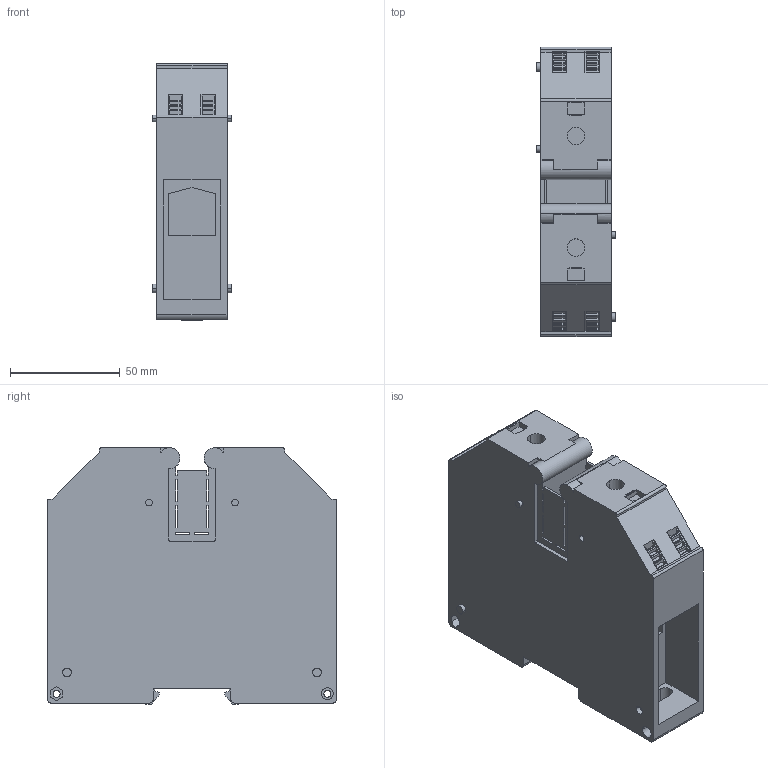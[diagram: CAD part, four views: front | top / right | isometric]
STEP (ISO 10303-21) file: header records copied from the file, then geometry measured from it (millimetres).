
FILE_DESCRIPTION(('CATIA V5 STEP Exchange','CAx-IF Rec.Pracs.--- Model Styling and Organization---1.4--- 2014-01-23'),'2;1');
FILE_NAME ('D1446885_0', '2020-04-29T04:09:58+00:00', ('none'), ('Weidmueller'), 'CATIA Version 5-6 Release 2016 SP3 HF44', 'CATIA V5 STEP AP214', 'none');
FILE_SCHEMA(('AUTOMOTIVE_DESIGN { 1 0 10303 214 1 1 1 1 }'));
Length unit declared in the file: millimetre
Products named in the file (1): 1024500000_WDU_120-150
Bounding box: 36 x 132 x 117.04 mm (x, y, z)
Volume: 369988.3 mm3; surface area: 59125.8 mm2
Topology: 1 solids, 1 shells, 380 faces, 1086 edges, 704 vertices
Faces by surface type: plane 320, cylinder 52, extrusion 8
Entity records: 11906 total; most frequent: CARTESIAN_POINT 2236, ORIENTED_EDGE 2172, DIRECTION 1473, EDGE_CURVE 1086, VECTOR 968, LINE 960, VERTEX_POINT 704, EDGE_LOOP 432
